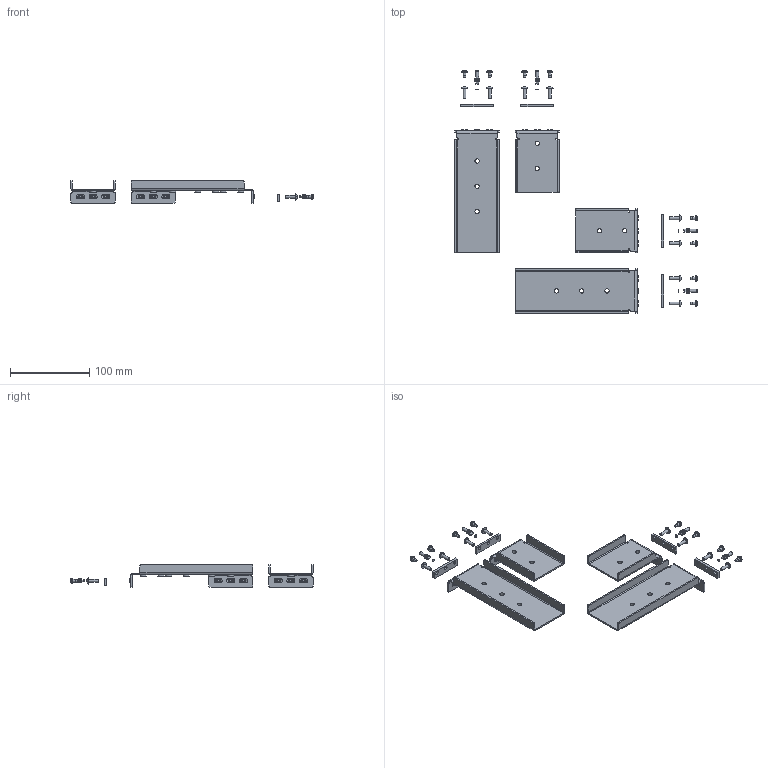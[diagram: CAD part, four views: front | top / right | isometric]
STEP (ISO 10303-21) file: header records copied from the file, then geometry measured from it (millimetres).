
FILE_DESCRIPTION((''),'2;1');
FILE_NAME('DZ63485-4.stp','2011-07-18T13:51:11',('jthatch'),(''),'Autodesk Inventor 2009','Autodesk Inventor 2009','');
FILE_SCHEMA(('AUTOMOTIVE_DESIGN { 1 0 10303 214 1 1 1 1 }'));
Products named in the file (7): DZ63485-4; DZ63485-4 rear bracket; DZ63485-4 front bracket; 3 Hole Bar-nut; Cross Recessed Truss Head Machine Screw - Type I - Inch No. 6 - 40 - 1/2; Slotted Pan Head Tapping Screw - Type C - Inch 6-32 UNC - 0.25; Bracket alignment pin
Assembly tree (28 placements, depth 2):
  DZ63485-4
    DZ63485-4 rear bracket  x2
    DZ63485-4 front bracket  x2
    3 Hole Bar-nut  x4
    Cross Recessed Truss Head Machine Screw - Type I - Inch No. 6 - 40 - 1/2  x8
    Slotted Pan Head Tapping Screw - Type C - Inch 6-32 UNC - 0.25  x8
    Bracket alignment pin  x4
Bounding box: 304.79 x 304.79 x 28.62 mm (x, y, z)
Volume: 77191 mm3; surface area: 87868 mm2
Topology: 28 solids, 32 shells, 1014 faces, 2648 edges, 1716 vertices
Faces by surface type: plane 510, cylinder 256, torus 144, cone 96, sphere 8
Full cylindrical faces by diameter (mm): 3.505 x16, 3.8 x12, 4 x12, 5.4 x10, 5.41 x12, 6.858 x8, 7.9 x10, 8.153 x8
Entity records: 12945 total; most frequent: CARTESIAN_POINT 3987, DIRECTION 1823, ORIENTED_EDGE 1806, EDGE_CURVE 903, AXIS2_PLACEMENT_3D 706, VERTEX_POINT 595, EDGE_LOOP 420, VECTOR 411
